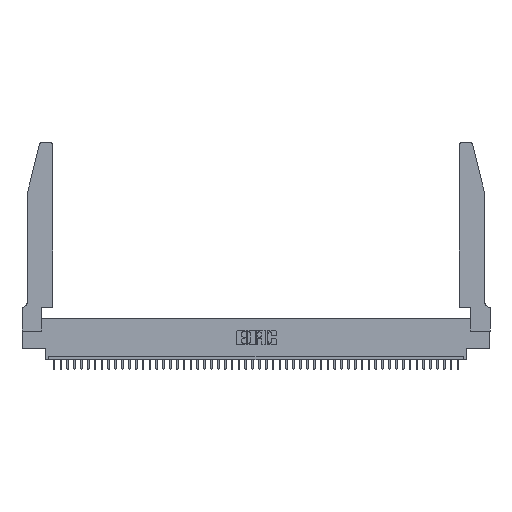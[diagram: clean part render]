
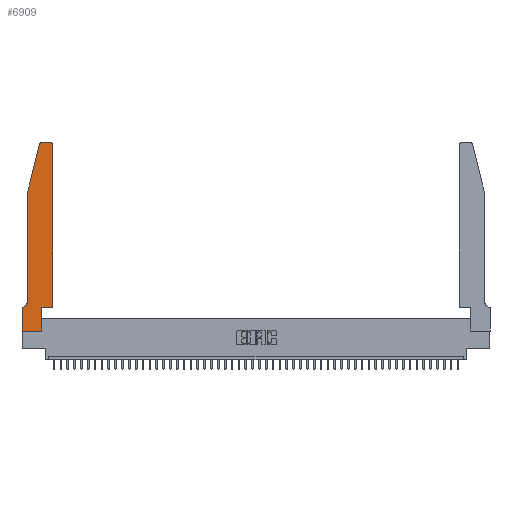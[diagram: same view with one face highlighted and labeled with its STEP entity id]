
A CAD part, top view. The second image highlights one B-rep face of the part: STEP entity #6909.
In plain terms, the highlighted planar face has unit normal (0, 0, 1).
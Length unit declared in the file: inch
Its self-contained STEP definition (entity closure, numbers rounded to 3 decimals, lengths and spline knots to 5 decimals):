
#504 = ORIENTED_EDGE ( 'NONE', *, *, #1885, .T. ) ;
#1425 = EDGE_CURVE ( 'NONE', #15271, #31156, #43089, .T. ) ;
#1618 = LINE ( 'NONE', #23621, #41331 ) ;
#1749 = VECTOR ( 'NONE', #39608, 39.37008 ) ;
#1885 = EDGE_CURVE ( 'NONE', #8104, #30359, #33825, .T. ) ;
#2119 = EDGE_CURVE ( 'NONE', #16878, #27742, #1618, .T. ) ;
#2174 = VECTOR ( 'NONE', #33604, 39.37008 ) ;
#2419 = VECTOR ( 'NONE', #32599, 39.37008 ) ;
#2598 = CARTESIAN_POINT ( 'NONE',  ( 0.0055, 0.42, 0.37 ) ) ;
#4359 = CARTESIAN_POINT ( 'NONE',  ( 0., 0., 0.37 ) ) ;
#4756 = EDGE_CURVE ( 'NONE', #27742, #15271, #30073, .T. ) ;
#5794 = CARTESIAN_POINT ( 'NONE',  ( 0.284, 2.75, 0.37 ) ) ;
#6070 = DIRECTION ( 'NONE',  ( 1., 0., 0. ) ) ;
#6734 = CARTESIAN_POINT ( 'NONE',  ( 0.0755, 0.35, 0.37 ) ) ;
#6909 = ADVANCED_FACE ( 'NONE', ( #36847 ), #21459, .T. ) ;
#7169 = DIRECTION ( 'NONE',  ( -0.239, -0.971, 0. ) ) ;
#7853 = CARTESIAN_POINT ( 'NONE',  ( 0.0755, 0.42, 0.37 ) ) ;
#8026 = DIRECTION ( 'NONE',  ( 0., -1., 0. ) ) ;
#8104 = VERTEX_POINT ( 'NONE', #4359 ) ;
#8909 = AXIS2_PLACEMENT_3D ( 'NONE', #2598, #39221, #46784 ) ;
#10017 = ORIENTED_EDGE ( 'NONE', *, *, #39205, .T. ) ;
#10983 = CARTESIAN_POINT ( 'NONE',  ( 0., 0., 0.37 ) ) ;
#11061 = AXIS2_PLACEMENT_3D ( 'NONE', #25173, #47652, #40289 ) ;
#12121 = LINE ( 'NONE', #43785, #1749 ) ;
#13371 = EDGE_CURVE ( 'NONE', #44226, #16878, #32973, .T. ) ;
#13476 = LINE ( 'NONE', #26201, #41584 ) ;
#13695 = CARTESIAN_POINT ( 'NONE',  ( 0.0755, 2., 0.37 ) ) ;
#14109 = AXIS2_PLACEMENT_3D ( 'NONE', #24566, #35324, #6070 ) ;
#14294 = CARTESIAN_POINT ( 'NONE',  ( 0.0755, 2., 0.37 ) ) ;
#14913 = CARTESIAN_POINT ( 'NONE',  ( 0.4505, 0.35, 0.37 ) ) ;
#15178 = EDGE_CURVE ( 'NONE', #30359, #44226, #12121, .T. ) ;
#15271 = VERTEX_POINT ( 'NONE', #31847 ) ;
#16803 = CARTESIAN_POINT ( 'NONE',  ( 0., 0.35, 0.37 ) ) ;
#16878 = VERTEX_POINT ( 'NONE', #14913 ) ;
#18021 = EDGE_CURVE ( 'NONE', #21999, #42687, #19157, .T. ) ;
#18128 = EDGE_CURVE ( 'NONE', #42687, #8104, #13476, .T. ) ;
#19157 = LINE ( 'NONE', #6734, #2419 ) ;
#19223 = LINE ( 'NONE', #14294, #43906 ) ;
#20471 = LINE ( 'NONE', #13695, #33116 ) ;
#21411 = ORIENTED_EDGE ( 'NONE', *, *, #47536, .T. ) ;
#21459 = PLANE ( 'NONE',  #11061 ) ;
#21999 = VERTEX_POINT ( 'NONE', #35113 ) ;
#23621 = CARTESIAN_POINT ( 'NONE',  ( 0.4505, 0.35, 0.37 ) ) ;
#24171 = CARTESIAN_POINT ( 'NONE',  ( 0.2865, 0., 0.37 ) ) ;
#24255 = VERTEX_POINT ( 'NONE', #33817 ) ;
#24566 = CARTESIAN_POINT ( 'NONE',  ( 0.4205, 2.72, 0.37 ) ) ;
#24642 = VERTEX_POINT ( 'NONE', #40367 ) ;
#24706 = CARTESIAN_POINT ( 'NONE',  ( 0.284, 2.72, 0.37 ) ) ;
#25102 = CARTESIAN_POINT ( 'NONE',  ( 0.2605, 2.75, 0.37 ) ) ;
#25173 = CARTESIAN_POINT ( 'NONE',  ( 0., 0.35, 0.37 ) ) ;
#26201 = CARTESIAN_POINT ( 'NONE',  ( 0., 0., 0.37 ) ) ;
#26219 = DIRECTION ( 'NONE',  ( 1., 0., 0. ) ) ;
#27742 = VERTEX_POINT ( 'NONE', #44827 ) ;
#28175 = ORIENTED_EDGE ( 'NONE', *, *, #1425, .T. ) ;
#28239 = EDGE_CURVE ( 'NONE', #24642, #24255, #19223, .T. ) ;
#28263 = ORIENTED_EDGE ( 'NONE', *, *, #4756, .T. ) ;
#29061 = CARTESIAN_POINT ( 'NONE',  ( 0.2865, 0.35, 0.37 ) ) ;
#30073 = CIRCLE ( 'NONE', #14109, 0.03 ) ;
#30359 = VERTEX_POINT ( 'NONE', #24171 ) ;
#31156 = VERTEX_POINT ( 'NONE', #5794 ) ;
#31847 = CARTESIAN_POINT ( 'NONE',  ( 0.4205, 2.75, 0.37 ) ) ;
#32599 = DIRECTION ( 'NONE',  ( -1., 0., 0. ) ) ;
#32973 = LINE ( 'NONE', #33909, #45049 ) ;
#33116 = VECTOR ( 'NONE', #39349, 39.37008 ) ;
#33332 = VECTOR ( 'NONE', #36001, 39.37008 ) ;
#33604 = DIRECTION ( 'NONE',  ( 1., 0., 0. ) ) ;
#33740 = CIRCLE ( 'NONE', #46471, 0.03 ) ;
#33817 = CARTESIAN_POINT ( 'NONE',  ( 0.0755, 2., 0.37 ) ) ;
#33818 = VERTEX_POINT ( 'NONE', #7853 ) ;
#33825 = LINE ( 'NONE', #10983, #2174 ) ;
#33909 = CARTESIAN_POINT ( 'NONE',  ( 0.4505, 0.35, 0.37 ) ) ;
#34542 = DIRECTION ( 'NONE',  ( 0., 1., 0. ) ) ;
#35113 = CARTESIAN_POINT ( 'NONE',  ( 0.0055, 0.35, 0.37 ) ) ;
#35324 = DIRECTION ( 'NONE',  ( 0., 0., 1. ) ) ;
#36001 = DIRECTION ( 'NONE',  ( -1., 0., 0. ) ) ;
#36022 = ORIENTED_EDGE ( 'NONE', *, *, #18021, .T. ) ;
#36847 = FACE_OUTER_BOUND ( 'NONE', #42815, .T. ) ;
#37000 = ORIENTED_EDGE ( 'NONE', *, *, #2119, .T. ) ;
#39097 = ORIENTED_EDGE ( 'NONE', *, *, #28239, .T. ) ;
#39149 = DIRECTION ( 'NONE',  ( 1., 0., 0. ) ) ;
#39205 = EDGE_CURVE ( 'NONE', #33818, #21999, #39835, .T. ) ;
#39221 = DIRECTION ( 'NONE',  ( 0., 0., -1. ) ) ;
#39349 = DIRECTION ( 'NONE',  ( 0., -1., 0. ) ) ;
#39608 = DIRECTION ( 'NONE',  ( 0., 1., 0. ) ) ;
#39685 = EDGE_CURVE ( 'NONE', #31156, #24642, #33740, .T. ) ;
#39835 = CIRCLE ( 'NONE', #8909, 0.07 ) ;
#40289 = DIRECTION ( 'NONE',  ( 1., 0., 0. ) ) ;
#40367 = CARTESIAN_POINT ( 'NONE',  ( 0.25487, 2.72718, 0.37 ) ) ;
#40471 = ORIENTED_EDGE ( 'NONE', *, *, #13371, .T. ) ;
#41331 = VECTOR ( 'NONE', #34542, 39.37008 ) ;
#41584 = VECTOR ( 'NONE', #8026, 39.37008 ) ;
#42687 = VERTEX_POINT ( 'NONE', #16803 ) ;
#42815 = EDGE_LOOP ( 'NONE', ( #28175, #45729, #39097, #21411, #10017, #36022, #46202, #504, #43297, #40471, #37000, #28263 ) ) ;
#43089 = LINE ( 'NONE', #25102, #33332 ) ;
#43188 = DIRECTION ( 'NONE',  ( 0., 0., 1. ) ) ;
#43297 = ORIENTED_EDGE ( 'NONE', *, *, #15178, .T. ) ;
#43785 = CARTESIAN_POINT ( 'NONE',  ( 0.2865, 0.35, 0.37 ) ) ;
#43906 = VECTOR ( 'NONE', #7169, 39.37008 ) ;
#44226 = VERTEX_POINT ( 'NONE', #29061 ) ;
#44827 = CARTESIAN_POINT ( 'NONE',  ( 0.4505, 2.72, 0.37 ) ) ;
#45049 = VECTOR ( 'NONE', #26219, 39.37008 ) ;
#45729 = ORIENTED_EDGE ( 'NONE', *, *, #39685, .T. ) ;
#46202 = ORIENTED_EDGE ( 'NONE', *, *, #18128, .T. ) ;
#46471 = AXIS2_PLACEMENT_3D ( 'NONE', #24706, #43188, #39149 ) ;
#46784 = DIRECTION ( 'NONE',  ( -1., 0., 0. ) ) ;
#47536 = EDGE_CURVE ( 'NONE', #24255, #33818, #20471, .T. ) ;
#47652 = DIRECTION ( 'NONE',  ( 0., 0., 1. ) ) ;
